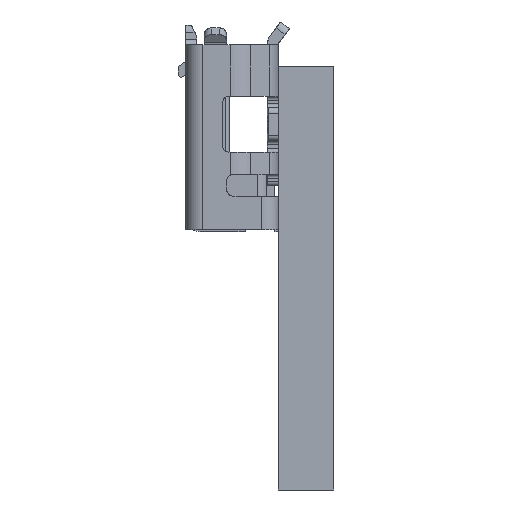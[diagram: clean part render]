
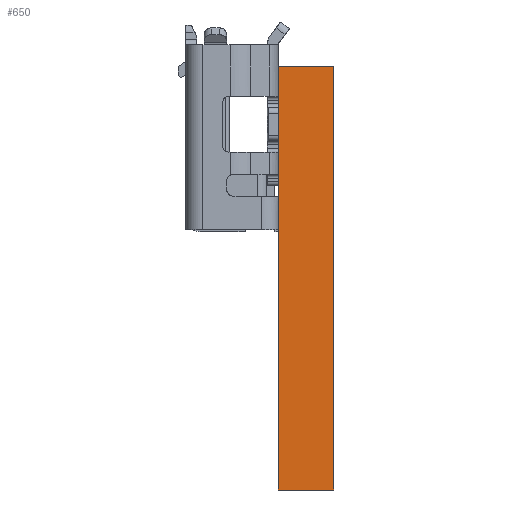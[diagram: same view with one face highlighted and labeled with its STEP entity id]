
A CAD part, left-side view. The second image highlights one B-rep face of the part: STEP entity #650.
In plain terms, the highlighted planar face has unit normal (-1, 0, 0).
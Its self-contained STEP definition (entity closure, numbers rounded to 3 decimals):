
#291 = ORIENTED_EDGE ( 'NONE', *, *, #14461, .T. ) ;
#650 = ADVANCED_FACE ( 'NONE', ( #8818 ), #10813, .F. ) ;
#2767 = VERTEX_POINT ( 'NONE', #20399 ) ;
#2859 = DIRECTION ( 'NONE',  ( 1., 0., 0. ) ) ;
#2985 = CARTESIAN_POINT ( 'NONE',  ( -10.16, 0., 5.715 ) ) ;
#3220 = DIRECTION ( 'NONE',  ( 0., -1., 0. ) ) ;
#3613 = EDGE_LOOP ( 'NONE', ( #291, #12760, #11848, #22035 ) ) ;
#4342 = VERTEX_POINT ( 'NONE', #6022 ) ;
#5381 = VERTEX_POINT ( 'NONE', #13777 ) ;
#5677 = VERTEX_POINT ( 'NONE', #2985 ) ;
#6022 = CARTESIAN_POINT ( 'NONE',  ( -10.16, 0., -5.715 ) ) ;
#6870 = DIRECTION ( 'NONE',  ( 0., 0., -1. ) ) ;
#7141 = CARTESIAN_POINT ( 'NONE',  ( -10.16, 1.5, -5.715 ) ) ;
#7334 = LINE ( 'NONE', #8674, #18599 ) ;
#8647 = AXIS2_PLACEMENT_3D ( 'NONE', #18950, #2859, #6870 ) ;
#8674 = CARTESIAN_POINT ( 'NONE',  ( -10.16, 1.5, 5.715 ) ) ;
#8714 = CARTESIAN_POINT ( 'NONE',  ( -10.16, 0., 5.715 ) ) ;
#8764 = DIRECTION ( 'NONE',  ( 0., 0., 1. ) ) ;
#8818 = FACE_OUTER_BOUND ( 'NONE', #3613, .T. ) ;
#10603 = EDGE_CURVE ( 'NONE', #2767, #5677, #17487, .T. ) ;
#10813 = PLANE ( 'NONE',  #8647 ) ;
#11848 = ORIENTED_EDGE ( 'NONE', *, *, #13814, .F. ) ;
#12760 = ORIENTED_EDGE ( 'NONE', *, *, #10603, .F. ) ;
#12825 = VECTOR ( 'NONE', #16038, 1000. ) ;
#12970 = VECTOR ( 'NONE', #22710, 1000. ) ;
#13777 = CARTESIAN_POINT ( 'NONE',  ( -10.16, 1.5, -5.715 ) ) ;
#13814 = EDGE_CURVE ( 'NONE', #5381, #2767, #7334, .T. ) ;
#14461 = EDGE_CURVE ( 'NONE', #4342, #5677, #19245, .T. ) ;
#15789 = CARTESIAN_POINT ( 'NONE',  ( -10.16, 1.5, 5.715 ) ) ;
#15911 = LINE ( 'NONE', #7141, #20631 ) ;
#16038 = DIRECTION ( 'NONE',  ( 0., -1., 0. ) ) ;
#17487 = LINE ( 'NONE', #15789, #12825 ) ;
#18599 = VECTOR ( 'NONE', #8764, 1000. ) ;
#18950 = CARTESIAN_POINT ( 'NONE',  ( -10.16, 1.5, 5.715 ) ) ;
#19245 = LINE ( 'NONE', #8714, #12970 ) ;
#20399 = CARTESIAN_POINT ( 'NONE',  ( -10.16, 1.5, 5.715 ) ) ;
#20631 = VECTOR ( 'NONE', #3220, 1000. ) ;
#21357 = EDGE_CURVE ( 'NONE', #5381, #4342, #15911, .T. ) ;
#22035 = ORIENTED_EDGE ( 'NONE', *, *, #21357, .T. ) ;
#22710 = DIRECTION ( 'NONE',  ( 0., 0., 1. ) ) ;
